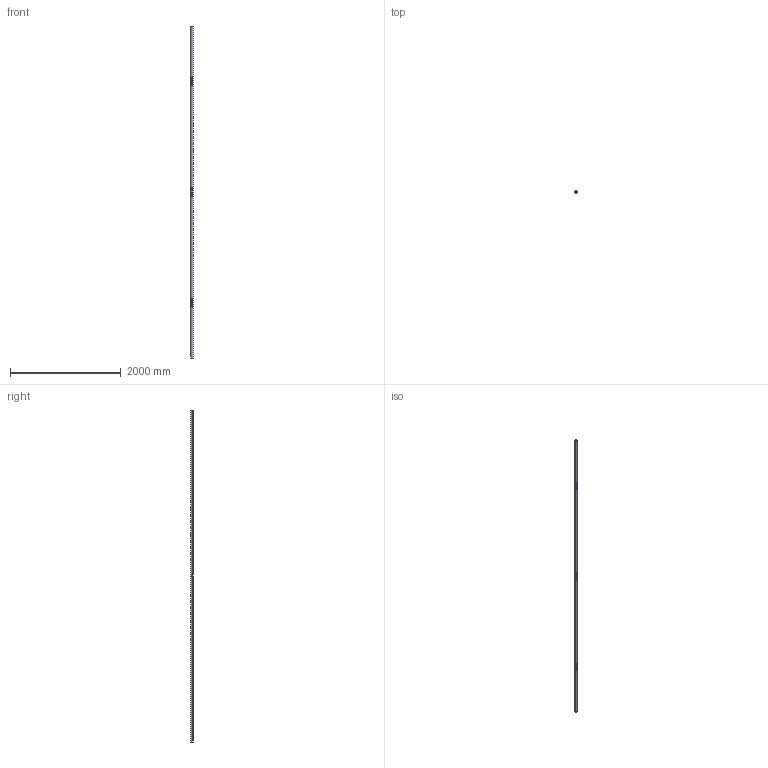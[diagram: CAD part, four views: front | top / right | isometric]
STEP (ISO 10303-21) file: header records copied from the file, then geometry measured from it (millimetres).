
FILE_DESCRIPTION (( 'STEP AP203' ), '1' );
FILE_NAME ('LED-R42-6000-3-V2A.step', '2020-11-09T12:11:54', ( '' ), ( '' ), 'SwSTEP 2.0', 'SolidWorks 2018', '' );
FILE_SCHEMA (( 'CONFIG_CONTROL_DESIGN' ));
Length unit declared in the file: millimetre
Products named in the file (2): LED-R42-6000-3-V2A
Bounding box: 42.4 x 42.4 x 6000 mm (x, y, z)
Volume: 1511910 mm3; surface area: 1514368.2 mm2
Topology: 1 solids, 1 shells, 374 faces, 1015 edges, 658 vertices
Faces by surface type: plane 162, bspline 122, cylinder 78, cone 12
Entity records: 18148 total; most frequent: CARTESIAN_POINT 9551, ORIENTED_EDGE 2030, DIRECTION 1299, EDGE_CURVE 1015, VERTEX_POINT 658, LINE 511, VECTOR 511, EDGE_LOOP 409
